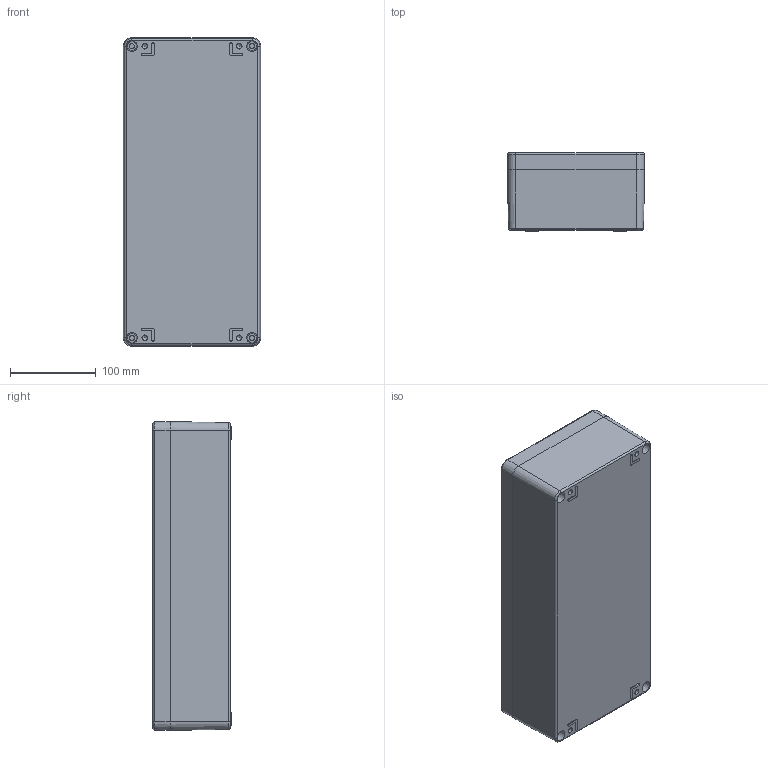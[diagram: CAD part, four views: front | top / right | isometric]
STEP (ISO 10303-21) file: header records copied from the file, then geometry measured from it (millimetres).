
FILE_DESCRIPTION (( 'STEP AP203' ), '1' );
FILE_NAME ('1590Z166BK.step', '2020-11-14T20:09:26', ( 'ADC123' ), ( 'Microsoft' ), 'SwSTEP 2.0', 'SolidWorks 2019', '' );
FILE_SCHEMA (( 'CONFIG_CONTROL_DESIGN' ));
Length unit declared in the file: inch
Products named in the file (1): 1590Z166BK
Bounding box: 160 x 91 x 360 mm (x, y, z)
Volume: 1078841.2 mm3; surface area: 539109.7 mm2
Topology: 8 solids, 8 shells, 645 faces, 1591 edges, 1002 vertices
Faces by surface type: plane 275, cone 148, cylinder 127, bspline 86, torus 9
Full cylindrical faces by diameter (mm): 4.917 x11, 5.28 x4, 5.5 x4, 5.88 x4, 6.528 x6, 11 x4, 14.3 x4
Entity records: 21240 total; most frequent: CARTESIAN_POINT 6643, ORIENTED_EDGE 2960, DIRECTION 2958, EDGE_CURVE 1480, AXIS2_PLACEMENT_3D 1115, VERTEX_POINT 979, EDGE_LOOP 811, VECTOR 728
